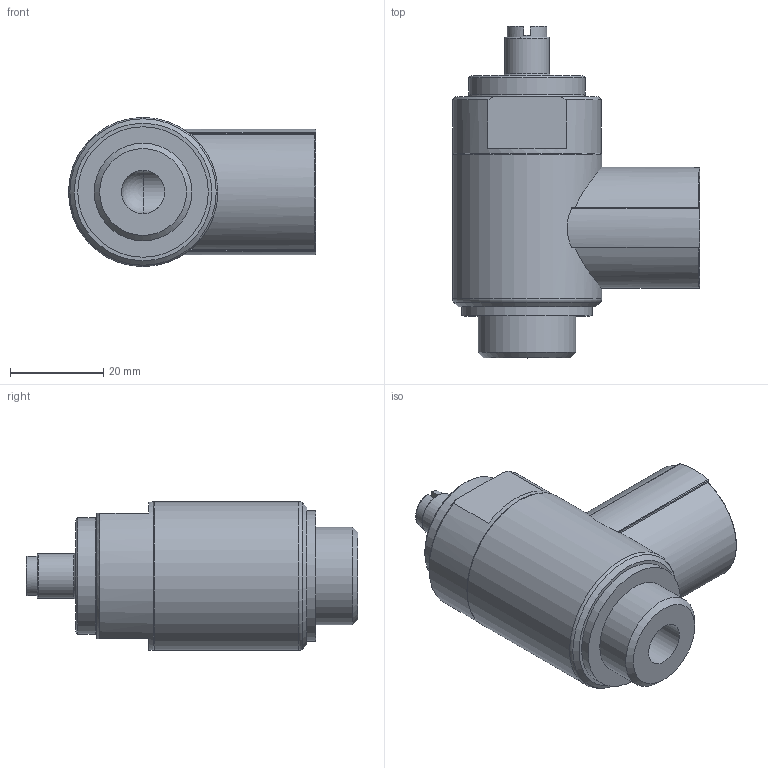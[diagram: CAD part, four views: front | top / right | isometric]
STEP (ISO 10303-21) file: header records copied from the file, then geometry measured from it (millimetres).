
FILE_DESCRIPTION(/* description */ ('STEP AP214'),/* implementation_level */ '2;1');
FILE_NAME(/* name */ '161407_CRGRLA-1_2-B',/* time_stamp */ '2024-08-08T18:03:27+02:00',/* author */ ('License CC BY-ND 4.0'),/* organization */ ('CADENAS'),/* preprocessor_version */ 'ST-DEVELOPER v19.3',/* originating_system */ 'PARTsolutions',/* authorisation */ ' ');
FILE_SCHEMA (('AUTOMOTIVE_DESIGN {1 0 10303 214 3 1 1}'));
Length unit declared in the file: millimetre
Products named in the file (1): 161407 CRGRLA-1/2-B
Bounding box: 53 x 71.2 x 32 mm (x, y, z)
Volume: 45948 mm3; surface area: 11678 mm2
Topology: 1 solids, 1 shells, 56 faces, 129 edges, 82 vertices
Faces by surface type: plane 22, cylinder 18, torus 8, cone 7, sphere 1
Full cylindrical faces by diameter (mm): 8.5 x1, 9.313 x2, 9.5 x1, 18.631 x1, 20.955 x1, 25 x1, 28 x1, 31.8 x1, 32 x1
Entity records: 1542 total; most frequent: CARTESIAN_POINT 326, DIRECTION 254, ORIENTED_EDGE 212, AXIS2_PLACEMENT_3D 111, EDGE_CURVE 106, EDGE_LOOP 85, FACE_BOUND 85, VERTEX_POINT 79
